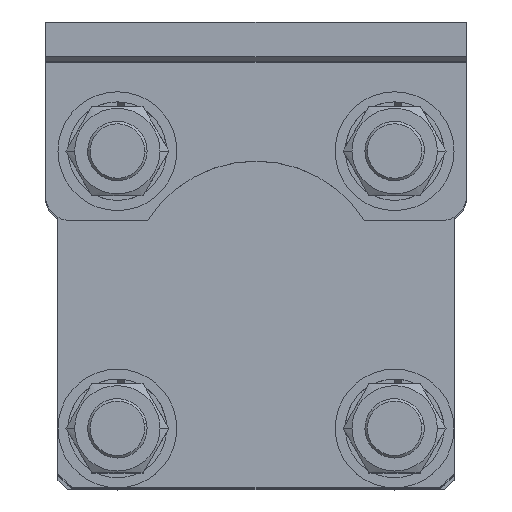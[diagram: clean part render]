
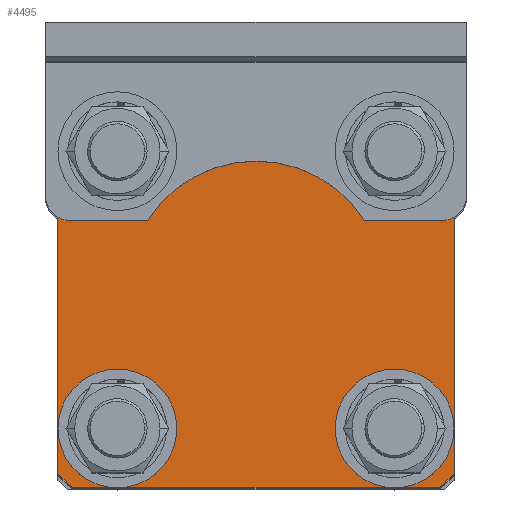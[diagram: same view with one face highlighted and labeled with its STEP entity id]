
A CAD part, top view. The second image highlights one B-rep face of the part: STEP entity #4495.
In plain terms, the highlighted planar face has unit normal (0, 0, 1).
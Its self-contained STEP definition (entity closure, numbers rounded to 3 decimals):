
#1136 = FACE_BOUND ( 'NONE', #2058, .T. ) ;
#1139 = FACE_OUTER_BOUND ( 'NONE', #7464, .T. ) ;
#1140 = FACE_BOUND ( 'NONE', #2075, .T. ) ;
#1142 = FACE_BOUND ( 'NONE', #2059, .T. ) ;
#1143 = FACE_BOUND ( 'NONE', #2051, .T. ) ;
#1385 = CARTESIAN_POINT ( 'NONE',  ( -40., -37.017, 15. ) ) ;
#1528 = VERTEX_POINT ( 'NONE', #1385 ) ;
#2051 = EDGE_LOOP ( 'NONE', ( #8216, #8217 ) ) ;
#2058 = EDGE_LOOP ( 'NONE', ( #8220, #8215 ) ) ;
#2059 = EDGE_LOOP ( 'NONE', ( #8186, #8196 ) ) ;
#2075 = EDGE_LOOP ( 'NONE', ( #8192, #8193 ) ) ;
#2625 = CARTESIAN_POINT ( 'NONE',  ( -28., 28., 15. ) ) ;
#2626 = DIRECTION ( 'NONE',  ( 0., 0., -1. ) ) ;
#2627 = DIRECTION ( 'NONE',  ( -1., 0., 0. ) ) ;
#2635 = CARTESIAN_POINT ( 'NONE',  ( -28., -28., 15. ) ) ;
#2636 = DIRECTION ( 'NONE',  ( 0., 0., -1. ) ) ;
#2637 = DIRECTION ( 'NONE',  ( -1., 0., 0. ) ) ;
#2645 = CARTESIAN_POINT ( 'NONE',  ( 28., -28., 15. ) ) ;
#2646 = DIRECTION ( 'NONE',  ( 0., 0., -1. ) ) ;
#2647 = DIRECTION ( 'NONE',  ( -1., 0., 0. ) ) ;
#2655 = CARTESIAN_POINT ( 'NONE',  ( 28., 28., 15. ) ) ;
#2656 = DIRECTION ( 'NONE',  ( 0., 0., -1. ) ) ;
#2657 = DIRECTION ( 'NONE',  ( -1., 0., 0. ) ) ;
#2831 = CARTESIAN_POINT ( 'NONE',  ( 40., -37.017, 15. ) ) ;
#2833 = CARTESIAN_POINT ( 'NONE',  ( -37.017, 40., 15. ) ) ;
#2834 = CARTESIAN_POINT ( 'NONE',  ( 37.017, -40., 15. ) ) ;
#2835 = CARTESIAN_POINT ( 'NONE',  ( -40., 37.017, 15. ) ) ;
#2836 = CARTESIAN_POINT ( 'NONE',  ( 40., 37.017, 15. ) ) ;
#2844 = CARTESIAN_POINT ( 'NONE',  ( -37.017, -40., 15. ) ) ;
#2851 = CARTESIAN_POINT ( 'NONE',  ( 37.017, 40., 15. ) ) ;
#2867 = CARTESIAN_POINT ( 'NONE',  ( 21.5, 28., 15. ) ) ;
#2868 = CARTESIAN_POINT ( 'NONE',  ( 34.5, 28., 15. ) ) ;
#2871 = CARTESIAN_POINT ( 'NONE',  ( 21.5, -28., 15. ) ) ;
#2872 = CARTESIAN_POINT ( 'NONE',  ( 34.5, -28., 15. ) ) ;
#2875 = CARTESIAN_POINT ( 'NONE',  ( -34.5, -28., 15. ) ) ;
#2876 = CARTESIAN_POINT ( 'NONE',  ( -21.5, -28., 15. ) ) ;
#2877 = CARTESIAN_POINT ( 'NONE',  ( -34.5, 28., 15. ) ) ;
#2880 = CARTESIAN_POINT ( 'NONE',  ( -21.5, 28., 15. ) ) ;
#3917 = CIRCLE ( 'NONE', #6262, 6.5 ) ;
#3924 = CIRCLE ( 'NONE', #6264, 6.5 ) ;
#3930 = CIRCLE ( 'NONE', #6266, 6.5 ) ;
#3936 = CIRCLE ( 'NONE', #6268, 6.5 ) ;
#4495 = ADVANCED_FACE ( 'NONE', ( #1140, #1143, #1136, #1142, #1139 ), #5244, .F. ) ;
#4988 = AXIS2_PLACEMENT_3D ( 'NONE', #5240, #5241, #5247 ) ;
#5240 = CARTESIAN_POINT ( 'NONE',  ( 0., 0., 15. ) ) ;
#5241 = DIRECTION ( 'NONE',  ( 0., 0., -1. ) ) ;
#5244 = PLANE ( 'NONE',  #4988 ) ;
#5247 = DIRECTION ( 'NONE',  ( -1., 0., 0. ) ) ;
#5628 = CIRCLE ( 'NONE', #6130, 54.5 ) ;
#5632 = LINE ( 'NONE', #6499, #5637 ) ;
#5634 = CIRCLE ( 'NONE', #6131, 6.5 ) ;
#5637 = VECTOR ( 'NONE', #6495, 1000. ) ;
#5641 = CIRCLE ( 'NONE', #6134, 54.5 ) ;
#5643 = CIRCLE ( 'NONE', #6136, 6.5 ) ;
#5644 = CIRCLE ( 'NONE', #6135, 6.5 ) ;
#5646 = CIRCLE ( 'NONE', #6138, 54.5 ) ;
#5651 = CIRCLE ( 'NONE', #6141, 6.5 ) ;
#5654 = CIRCLE ( 'NONE', #6143, 54.5 ) ;
#5660 = LINE ( 'NONE', #6557, #5664 ) ;
#5662 = LINE ( 'NONE', #6556, #5670 ) ;
#5664 = VECTOR ( 'NONE', #6554, 1000. ) ;
#5667 = LINE ( 'NONE', #6555, #5676 ) ;
#5670 = VECTOR ( 'NONE', #6566, 1000. ) ;
#5676 = VECTOR ( 'NONE', #6572, 1000. ) ;
#6130 = AXIS2_PLACEMENT_3D ( 'NONE', #6492, #6493, #6494 ) ;
#6131 = AXIS2_PLACEMENT_3D ( 'NONE', #6500, #6501, #6502 ) ;
#6134 = AXIS2_PLACEMENT_3D ( 'NONE', #6512, #6513, #6514 ) ;
#6135 = AXIS2_PLACEMENT_3D ( 'NONE', #6515, #6516, #6517 ) ;
#6136 = AXIS2_PLACEMENT_3D ( 'NONE', #6518, #6519, #6520 ) ;
#6138 = AXIS2_PLACEMENT_3D ( 'NONE', #6525, #6526, #6527 ) ;
#6141 = AXIS2_PLACEMENT_3D ( 'NONE', #6535, #6536, #6537 ) ;
#6143 = AXIS2_PLACEMENT_3D ( 'NONE', #6542, #6543, #6544 ) ;
#6262 = AXIS2_PLACEMENT_3D ( 'NONE', #2625, #2626, #2627 ) ;
#6264 = AXIS2_PLACEMENT_3D ( 'NONE', #2635, #2636, #2637 ) ;
#6266 = AXIS2_PLACEMENT_3D ( 'NONE', #2645, #2646, #2647 ) ;
#6268 = AXIS2_PLACEMENT_3D ( 'NONE', #2655, #2656, #2657 ) ;
#6492 = CARTESIAN_POINT ( 'NONE',  ( 0., 0., 15. ) ) ;
#6493 = DIRECTION ( 'NONE',  ( 0., 0., 1. ) ) ;
#6494 = DIRECTION ( 'NONE',  ( 1., 0., 0. ) ) ;
#6495 = DIRECTION ( 'NONE',  ( 1., 0., 0. ) ) ;
#6499 = CARTESIAN_POINT ( 'NONE',  ( -40., -40., 15. ) ) ;
#6500 = CARTESIAN_POINT ( 'NONE',  ( -28., 28., 15. ) ) ;
#6501 = DIRECTION ( 'NONE',  ( 0., 0., -1. ) ) ;
#6502 = DIRECTION ( 'NONE',  ( -1., 0., 0. ) ) ;
#6512 = CARTESIAN_POINT ( 'NONE',  ( 0., 0., 15. ) ) ;
#6513 = DIRECTION ( 'NONE',  ( 0., 0., 1. ) ) ;
#6514 = DIRECTION ( 'NONE',  ( 1., 0., 0. ) ) ;
#6515 = CARTESIAN_POINT ( 'NONE',  ( 28., 28., 15. ) ) ;
#6516 = DIRECTION ( 'NONE',  ( 0., 0., -1. ) ) ;
#6517 = DIRECTION ( 'NONE',  ( -1., 0., 0. ) ) ;
#6518 = CARTESIAN_POINT ( 'NONE',  ( 28., -28., 15. ) ) ;
#6519 = DIRECTION ( 'NONE',  ( 0., 0., -1. ) ) ;
#6520 = DIRECTION ( 'NONE',  ( -1., 0., 0. ) ) ;
#6525 = CARTESIAN_POINT ( 'NONE',  ( 0., 0., 15. ) ) ;
#6526 = DIRECTION ( 'NONE',  ( 0., 0., 1. ) ) ;
#6527 = DIRECTION ( 'NONE',  ( 1., 0., 0. ) ) ;
#6535 = CARTESIAN_POINT ( 'NONE',  ( -28., -28., 15. ) ) ;
#6536 = DIRECTION ( 'NONE',  ( 0., 0., -1. ) ) ;
#6537 = DIRECTION ( 'NONE',  ( -1., 0., 0. ) ) ;
#6542 = CARTESIAN_POINT ( 'NONE',  ( 0., 0., 15. ) ) ;
#6543 = DIRECTION ( 'NONE',  ( 0., 0., 1. ) ) ;
#6544 = DIRECTION ( 'NONE',  ( 1., 0., 0. ) ) ;
#6554 = DIRECTION ( 'NONE',  ( 0., -1., 0. ) ) ;
#6555 = CARTESIAN_POINT ( 'NONE',  ( 40., -40., 15. ) ) ;
#6556 = CARTESIAN_POINT ( 'NONE',  ( -40., 40., 15. ) ) ;
#6557 = CARTESIAN_POINT ( 'NONE',  ( -40., -40., 15. ) ) ;
#6566 = DIRECTION ( 'NONE',  ( -1., 0., 0. ) ) ;
#6572 = DIRECTION ( 'NONE',  ( 0., 1., 0. ) ) ;
#6946 = EDGE_CURVE ( 'NONE', #8377, #8395, #5628, .T. ) ;
#6949 = EDGE_CURVE ( 'NONE', #8421, #8424, #5634, .T. ) ;
#6950 = EDGE_CURVE ( 'NONE', #8388, #8376, #5632, .T. ) ;
#6955 = EDGE_CURVE ( 'NONE', #8375, #8378, #5641, .T. ) ;
#6956 = EDGE_CURVE ( 'NONE', #8411, #8412, #5644, .T. ) ;
#6957 = EDGE_CURVE ( 'NONE', #8415, #8416, #5643, .T. ) ;
#6959 = EDGE_CURVE ( 'NONE', #1528, #8388, #5646, .T. ) ;
#6963 = EDGE_CURVE ( 'NONE', #8419, #8420, #5651, .T. ) ;
#6965 = EDGE_CURVE ( 'NONE', #8376, #8380, #5654, .T. ) ;
#6971 = EDGE_CURVE ( 'NONE', #8378, #1528, #5660, .T. ) ;
#6974 = EDGE_CURVE ( 'NONE', #8395, #8375, #5662, .T. ) ;
#6977 = EDGE_CURVE ( 'NONE', #8380, #8377, #5667, .T. ) ;
#7224 = EDGE_CURVE ( 'NONE', #8424, #8421, #3917, .T. ) ;
#7228 = EDGE_CURVE ( 'NONE', #8420, #8419, #3924, .T. ) ;
#7232 = EDGE_CURVE ( 'NONE', #8416, #8415, #3930, .T. ) ;
#7236 = EDGE_CURVE ( 'NONE', #8412, #8411, #3936, .T. ) ;
#7464 = EDGE_LOOP ( 'NONE', ( #8213, #8214, #8185, #8219, #8218, #8155, #8154, #7979 ) ) ;
#7979 = ORIENTED_EDGE ( 'NONE', *, *, #6974, .T. ) ;
#8154 = ORIENTED_EDGE ( 'NONE', *, *, #6946, .T. ) ;
#8155 = ORIENTED_EDGE ( 'NONE', *, *, #6977, .T. ) ;
#8185 = ORIENTED_EDGE ( 'NONE', *, *, #6959, .T. ) ;
#8186 = ORIENTED_EDGE ( 'NONE', *, *, #6956, .T. ) ;
#8192 = ORIENTED_EDGE ( 'NONE', *, *, #6949, .T. ) ;
#8193 = ORIENTED_EDGE ( 'NONE', *, *, #7224, .T. ) ;
#8196 = ORIENTED_EDGE ( 'NONE', *, *, #7236, .T. ) ;
#8213 = ORIENTED_EDGE ( 'NONE', *, *, #6955, .T. ) ;
#8214 = ORIENTED_EDGE ( 'NONE', *, *, #6971, .T. ) ;
#8215 = ORIENTED_EDGE ( 'NONE', *, *, #7232, .T. ) ;
#8216 = ORIENTED_EDGE ( 'NONE', *, *, #6963, .T. ) ;
#8217 = ORIENTED_EDGE ( 'NONE', *, *, #7228, .T. ) ;
#8218 = ORIENTED_EDGE ( 'NONE', *, *, #6965, .T. ) ;
#8219 = ORIENTED_EDGE ( 'NONE', *, *, #6950, .T. ) ;
#8220 = ORIENTED_EDGE ( 'NONE', *, *, #6957, .T. ) ;
#8375 = VERTEX_POINT ( 'NONE', #2833 ) ;
#8376 = VERTEX_POINT ( 'NONE', #2834 ) ;
#8377 = VERTEX_POINT ( 'NONE', #2836 ) ;
#8378 = VERTEX_POINT ( 'NONE', #2835 ) ;
#8380 = VERTEX_POINT ( 'NONE', #2831 ) ;
#8388 = VERTEX_POINT ( 'NONE', #2844 ) ;
#8395 = VERTEX_POINT ( 'NONE', #2851 ) ;
#8411 = VERTEX_POINT ( 'NONE', #2867 ) ;
#8412 = VERTEX_POINT ( 'NONE', #2868 ) ;
#8415 = VERTEX_POINT ( 'NONE', #2871 ) ;
#8416 = VERTEX_POINT ( 'NONE', #2872 ) ;
#8419 = VERTEX_POINT ( 'NONE', #2875 ) ;
#8420 = VERTEX_POINT ( 'NONE', #2876 ) ;
#8421 = VERTEX_POINT ( 'NONE', #2877 ) ;
#8424 = VERTEX_POINT ( 'NONE', #2880 ) ;
